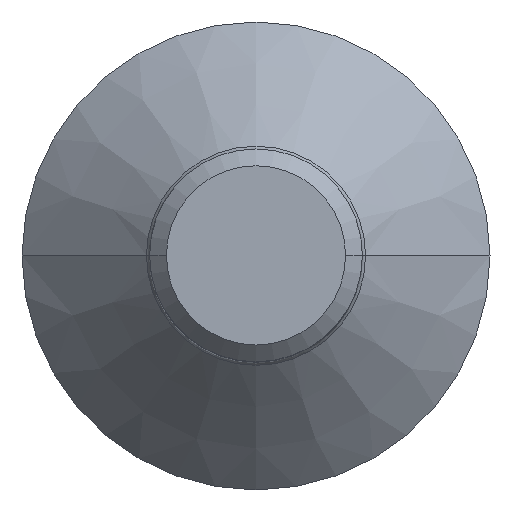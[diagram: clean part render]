
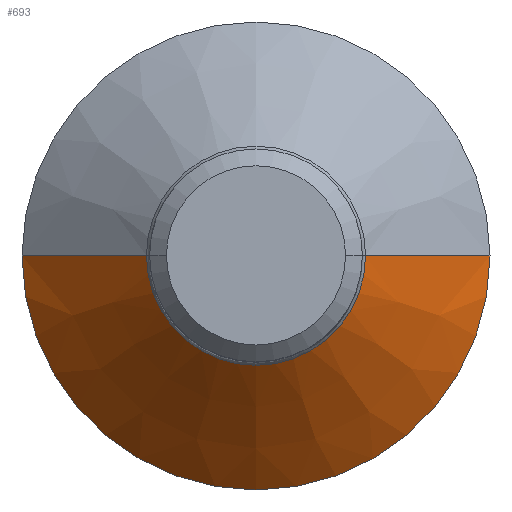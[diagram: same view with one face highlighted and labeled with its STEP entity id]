
A CAD part, top view. The second image highlights one B-rep face of the part: STEP entity #693.
In plain terms, the highlighted conical face has half-angle 45 degrees and reference radius 13.191 mm.
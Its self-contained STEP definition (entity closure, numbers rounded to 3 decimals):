
#2 = CARTESIAN_POINT ( 'NONE',  ( -6.176, 0., 7.016 ) ) ;
#26 = VERTEX_POINT ( 'NONE', #577 ) ;
#40 = VERTEX_POINT ( 'NONE', #184 ) ;
#45 = DIRECTION ( 'NONE',  ( 0., 0., -1. ) ) ;
#64 = ORIENTED_EDGE ( 'NONE', *, *, #604, .T. ) ;
#87 = AXIS2_PLACEMENT_3D ( 'NONE', #370, #626, #418 ) ;
#119 = CONICAL_SURFACE ( 'NONE', #423, 13.191, 0.785 ) ;
#171 = EDGE_CURVE ( 'NONE', #26, #40, #271, .T. ) ;
#177 = FACE_OUTER_BOUND ( 'NONE', #272, .T. ) ;
#180 = LINE ( 'NONE', #593, #594 ) ;
#182 = ORIENTED_EDGE ( 'NONE', *, *, #187, .F. ) ;
#184 = CARTESIAN_POINT ( 'NONE',  ( -13.191, 0., 0. ) ) ;
#187 = EDGE_CURVE ( 'NONE', #822, #26, #180, .T. ) ;
#194 = VERTEX_POINT ( 'NONE', #2 ) ;
#264 = EDGE_CURVE ( 'NONE', #822, #194, #322, .T. ) ;
#269 = LINE ( 'NONE', #748, #495 ) ;
#271 = CIRCLE ( 'NONE', #653, 13.191 ) ;
#272 = EDGE_LOOP ( 'NONE', ( #182, #669, #64, #500 ) ) ;
#273 = DIRECTION ( 'NONE',  ( 0.707, 0., -0.707 ) ) ;
#322 = CIRCLE ( 'NONE', #87, 6.176 ) ;
#370 = CARTESIAN_POINT ( 'NONE',  ( 0., 0., 7.016 ) ) ;
#402 = DIRECTION ( 'NONE',  ( -1., 0., 0. ) ) ;
#418 = DIRECTION ( 'NONE',  ( 0., 1., 0. ) ) ;
#423 = AXIS2_PLACEMENT_3D ( 'NONE', #702, #45, #432 ) ;
#432 = DIRECTION ( 'NONE',  ( -1., 0., 0. ) ) ;
#495 = VECTOR ( 'NONE', #832, 1000. ) ;
#500 = ORIENTED_EDGE ( 'NONE', *, *, #171, .F. ) ;
#577 = CARTESIAN_POINT ( 'NONE',  ( 13.191, 0., 0. ) ) ;
#593 = CARTESIAN_POINT ( 'NONE',  ( 13.191, 0., 0. ) ) ;
#594 = VECTOR ( 'NONE', #273, 1000. ) ;
#603 = DIRECTION ( 'NONE',  ( 0., 0., -1. ) ) ;
#604 = EDGE_CURVE ( 'NONE', #194, #40, #269, .T. ) ;
#626 = DIRECTION ( 'NONE',  ( 0., 0., -1. ) ) ;
#653 = AXIS2_PLACEMENT_3D ( 'NONE', #806, #603, #402 ) ;
#669 = ORIENTED_EDGE ( 'NONE', *, *, #264, .T. ) ;
#693 = ADVANCED_FACE ( 'NONE', ( #177 ), #119, .T. ) ;
#702 = CARTESIAN_POINT ( 'NONE',  ( 0., 0., 0. ) ) ;
#748 = CARTESIAN_POINT ( 'NONE',  ( -13.191, 0., 0. ) ) ;
#779 = CARTESIAN_POINT ( 'NONE',  ( 6.176, 0., 7.016 ) ) ;
#806 = CARTESIAN_POINT ( 'NONE',  ( 0., 0., 0. ) ) ;
#822 = VERTEX_POINT ( 'NONE', #779 ) ;
#832 = DIRECTION ( 'NONE',  ( -0.707, 0., -0.707 ) ) ;
